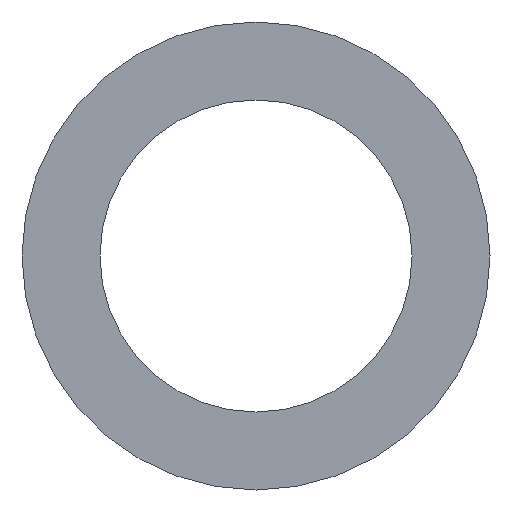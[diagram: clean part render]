
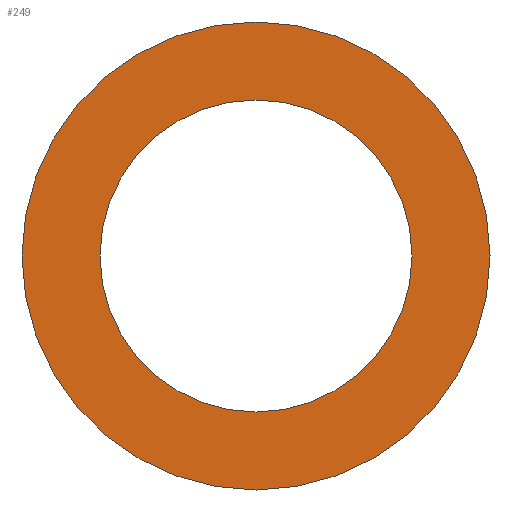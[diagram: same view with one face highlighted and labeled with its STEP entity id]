
A CAD part, front view. The second image highlights one B-rep face of the part: STEP entity #249.
In plain terms, the highlighted planar face has unit normal (0, -1, 0).
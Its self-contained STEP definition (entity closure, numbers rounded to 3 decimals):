
#2 = CARTESIAN_POINT ( 'NONE',  ( 0., 0., 0. ) ) ;
#4 = ORIENTED_EDGE ( 'NONE', *, *, #78, .F. ) ;
#6 = EDGE_LOOP ( 'NONE', ( #48, #139 ) ) ;
#11 = DIRECTION ( 'NONE',  ( 0., 0., 1. ) ) ;
#14 = CIRCLE ( 'NONE', #108, 6.75 ) ;
#16 = DIRECTION ( 'NONE',  ( 0., 1., 0. ) ) ;
#21 = DIRECTION ( 'NONE',  ( 0., 1., 0. ) ) ;
#25 = CARTESIAN_POINT ( 'NONE',  ( 0., 0., 0. ) ) ;
#31 = DIRECTION ( 'NONE',  ( 0., 0., 1. ) ) ;
#48 = ORIENTED_EDGE ( 'NONE', *, *, #232, .T. ) ;
#50 = VERTEX_POINT ( 'NONE', #272 ) ;
#63 = CARTESIAN_POINT ( 'NONE',  ( 0., 0., 4.5 ) ) ;
#65 = AXIS2_PLACEMENT_3D ( 'NONE', #130, #246, #11 ) ;
#72 = EDGE_CURVE ( 'NONE', #231, #204, #175, .T. ) ;
#74 = EDGE_LOOP ( 'NONE', ( #4, #96 ) ) ;
#75 = DIRECTION ( 'NONE',  ( 0., 0., 1. ) ) ;
#78 = EDGE_CURVE ( 'NONE', #98, #50, #14, .T. ) ;
#80 = PLANE ( 'NONE',  #170 ) ;
#96 = ORIENTED_EDGE ( 'NONE', *, *, #136, .F. ) ;
#98 = VERTEX_POINT ( 'NONE', #257 ) ;
#100 = CIRCLE ( 'NONE', #117, 4.5 ) ;
#108 = AXIS2_PLACEMENT_3D ( 'NONE', #2, #21, #75 ) ;
#117 = AXIS2_PLACEMENT_3D ( 'NONE', #25, #241, #31 ) ;
#130 = CARTESIAN_POINT ( 'NONE',  ( 0., 0., 0. ) ) ;
#136 = EDGE_CURVE ( 'NONE', #50, #98, #237, .T. ) ;
#139 = ORIENTED_EDGE ( 'NONE', *, *, #72, .T. ) ;
#158 = DIRECTION ( 'NONE',  ( 0., 0., 1. ) ) ;
#170 = AXIS2_PLACEMENT_3D ( 'NONE', #277, #250, #158 ) ;
#175 = CIRCLE ( 'NONE', #65, 4.5 ) ;
#202 = DIRECTION ( 'NONE',  ( 0., 0., 1. ) ) ;
#204 = VERTEX_POINT ( 'NONE', #234 ) ;
#211 = FACE_OUTER_BOUND ( 'NONE', #74, .T. ) ;
#231 = VERTEX_POINT ( 'NONE', #63 ) ;
#232 = EDGE_CURVE ( 'NONE', #204, #231, #100, .T. ) ;
#234 = CARTESIAN_POINT ( 'NONE',  ( 0., 0., -4.5 ) ) ;
#237 = CIRCLE ( 'NONE', #248, 6.75 ) ;
#241 = DIRECTION ( 'NONE',  ( 0., 1., 0. ) ) ;
#246 = DIRECTION ( 'NONE',  ( 0., 1., 0. ) ) ;
#248 = AXIS2_PLACEMENT_3D ( 'NONE', #282, #16, #202 ) ;
#249 = ADVANCED_FACE ( 'NONE', ( #211, #288 ), #80, .F. ) ;
#250 = DIRECTION ( 'NONE',  ( 0., 1., 0. ) ) ;
#257 = CARTESIAN_POINT ( 'NONE',  ( 0., 0., -6.75 ) ) ;
#272 = CARTESIAN_POINT ( 'NONE',  ( 0., 0., 6.75 ) ) ;
#277 = CARTESIAN_POINT ( 'NONE',  ( 0., 0., 0. ) ) ;
#282 = CARTESIAN_POINT ( 'NONE',  ( 0., 0., 0. ) ) ;
#288 = FACE_BOUND ( 'NONE', #6, .T. ) ;
